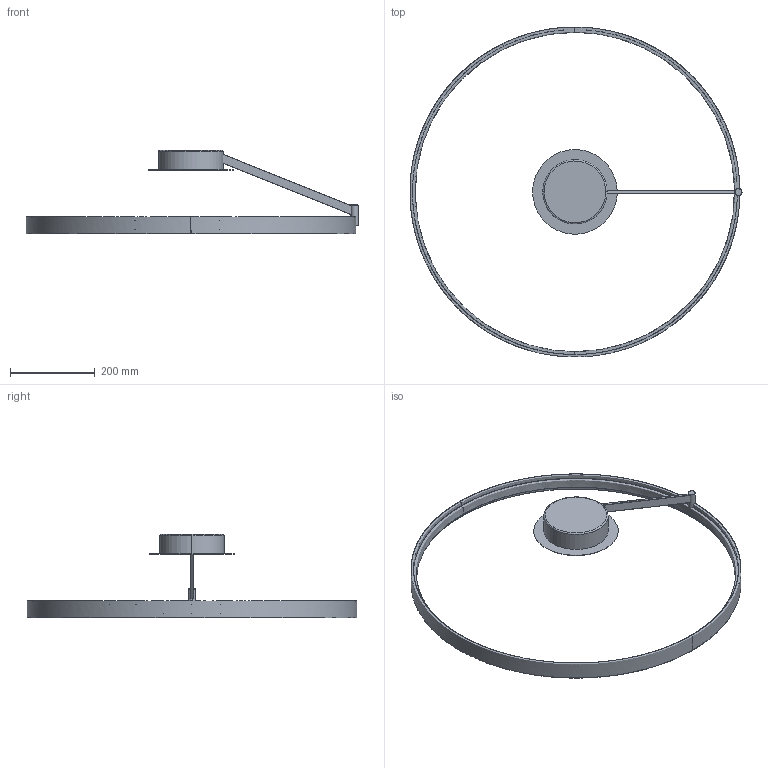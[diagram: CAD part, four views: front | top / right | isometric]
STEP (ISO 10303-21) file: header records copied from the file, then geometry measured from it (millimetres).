
FILE_DESCRIPTION(/* description */ (''),/* implementation_level */ '2;1');
FILE_NAME(/* name */ 'AN5C4B~1',/* time_stamp */ '2022-07-14T17:48:27+02:00',/* author */ (''),/* organization */ (''),/* preprocessor_version */ 'ST-DEVELOPER v16.5',/* originating_system */ '',/* authorisation */ '');
FILE_SCHEMA (('AUTOMOTIVE_DESIGN'));
Length unit declared in the file: millimetre
Products named in the file (1): Document
Bounding box: 785.1 x 780 x 196.69 mm (x, y, z)
Volume: 925586 mm3; surface area: 520593 mm2
Topology: 4 solids, 19 shells, 41 faces, 120 edges, 102 vertices
Faces by surface type: bspline 28, plane 13
Entity records: 4035 total; most frequent: CARTESIAN_POINT 3328, ORIENTED_EDGE 170, EDGE_CURVE 120, VERTEX_POINT 102, EDGE_LOOP 43, ADVANCED_FACE 41, FACE_OUTER_BOUND 41, PRESENTATION_LAYER_ASSIGNMENT 19
